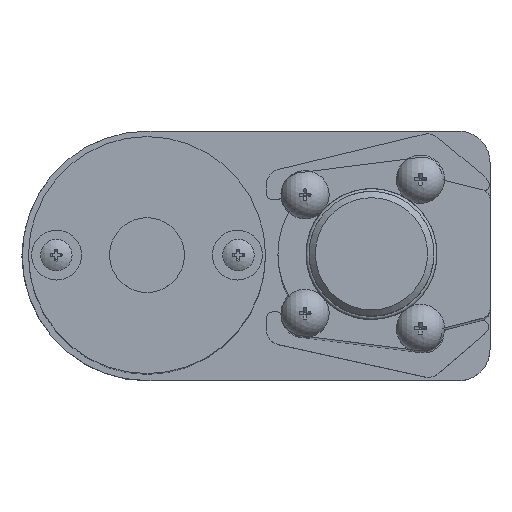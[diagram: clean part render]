
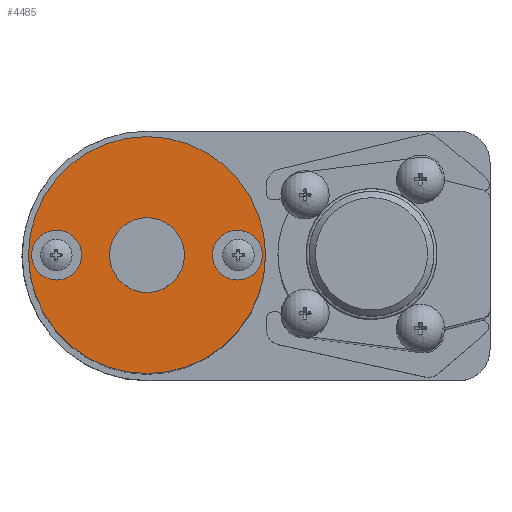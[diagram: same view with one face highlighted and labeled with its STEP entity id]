
A CAD part, top view. The second image highlights one B-rep face of the part: STEP entity #4485.
In plain terms, the highlighted planar face has unit normal (0, 0, 1).
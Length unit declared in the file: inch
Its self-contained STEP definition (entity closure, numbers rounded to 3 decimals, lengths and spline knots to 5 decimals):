
#111=FACE_BOUND('',#1202,.T.);
#112=FACE_BOUND('',#1203,.T.);
#113=FACE_BOUND('',#1204,.T.);
#940=FACE_OUTER_BOUND('',#1201,.T.);
#1201=EDGE_LOOP('',(#3326,#3327));
#1202=EDGE_LOOP('',(#3328,#3329));
#1203=EDGE_LOOP('',(#3330,#3331));
#1204=EDGE_LOOP('',(#3332,#3333));
#1521=CIRCLE('',#4892,0.15748);
#1522=CIRCLE('',#4893,0.15748);
#1525=CIRCLE('',#4897,0.23622);
#1526=CIRCLE('',#4898,0.23622);
#1529=CIRCLE('',#4902,0.15748);
#1530=CIRCLE('',#4903,0.15748);
#1532=CIRCLE('',#4906,0.74803);
#1533=CIRCLE('',#4907,0.74803);
#1866=VERTEX_POINT('',#9426);
#1867=VERTEX_POINT('',#9428);
#1870=VERTEX_POINT('',#9436);
#1871=VERTEX_POINT('',#9438);
#1874=VERTEX_POINT('',#9446);
#1875=VERTEX_POINT('',#9448);
#1876=VERTEX_POINT('',#9453);
#1877=VERTEX_POINT('',#9454);
#2407=EDGE_CURVE('',#1867,#1866,#1521,.T.);
#2408=EDGE_CURVE('',#1866,#1867,#1522,.T.);
#2412=EDGE_CURVE('',#1871,#1870,#1525,.T.);
#2413=EDGE_CURVE('',#1870,#1871,#1526,.T.);
#2417=EDGE_CURVE('',#1875,#1874,#1529,.T.);
#2418=EDGE_CURVE('',#1874,#1875,#1530,.T.);
#2420=EDGE_CURVE('',#1876,#1877,#1532,.T.);
#2421=EDGE_CURVE('',#1877,#1876,#1533,.T.);
#3326=ORIENTED_EDGE('',*,*,#2420,.F.);
#3327=ORIENTED_EDGE('',*,*,#2421,.F.);
#3328=ORIENTED_EDGE('',*,*,#2407,.T.);
#3329=ORIENTED_EDGE('',*,*,#2408,.T.);
#3330=ORIENTED_EDGE('',*,*,#2412,.T.);
#3331=ORIENTED_EDGE('',*,*,#2413,.T.);
#3332=ORIENTED_EDGE('',*,*,#2417,.T.);
#3333=ORIENTED_EDGE('',*,*,#2418,.T.);
#4288=PLANE('',#4905);
#4485=ADVANCED_FACE('',(#940,#111,#112,#113),#4288,.T.);
#4892=AXIS2_PLACEMENT_3D('',#9429,#5743,#5744);
#4893=AXIS2_PLACEMENT_3D('',#9430,#5745,#5746);
#4897=AXIS2_PLACEMENT_3D('',#9439,#5754,#5755);
#4898=AXIS2_PLACEMENT_3D('',#9440,#5756,#5757);
#4902=AXIS2_PLACEMENT_3D('',#9449,#5765,#5766);
#4903=AXIS2_PLACEMENT_3D('',#9450,#5767,#5768);
#4905=AXIS2_PLACEMENT_3D('',#9452,#5771,#5772);
#4906=AXIS2_PLACEMENT_3D('',#9455,#5773,#5774);
#4907=AXIS2_PLACEMENT_3D('',#9456,#5775,#5776);
#5743=DIRECTION('center_axis',(0.,0.,-1.));
#5744=DIRECTION('ref_axis',(1.,0.,0.));
#5745=DIRECTION('center_axis',(0.,0.,-1.));
#5746=DIRECTION('ref_axis',(1.,0.,0.));
#5754=DIRECTION('center_axis',(0.,0.,-1.));
#5755=DIRECTION('ref_axis',(1.,0.,0.));
#5756=DIRECTION('center_axis',(0.,0.,-1.));
#5757=DIRECTION('ref_axis',(1.,0.,0.));
#5765=DIRECTION('center_axis',(0.,0.,-1.));
#5766=DIRECTION('ref_axis',(1.,0.,0.));
#5767=DIRECTION('center_axis',(0.,0.,-1.));
#5768=DIRECTION('ref_axis',(1.,0.,0.));
#5771=DIRECTION('center_axis',(0.,0.,1.));
#5772=DIRECTION('ref_axis',(1.,0.,0.));
#5773=DIRECTION('center_axis',(0.,0.,-1.));
#5774=DIRECTION('ref_axis',(1.,0.,0.));
#5775=DIRECTION('center_axis',(0.,0.,-1.));
#5776=DIRECTION('ref_axis',(1.,0.,0.));
#9426=CARTESIAN_POINT('',(-0.72835,0.,2.79331));
#9428=CARTESIAN_POINT('',(-0.41339,0.,2.79331));
#9429=CARTESIAN_POINT('Origin',(-0.57087,0.,2.79331));
#9430=CARTESIAN_POINT('Origin',(-0.57087,0.,2.79331));
#9436=CARTESIAN_POINT('',(-0.23622,0.,2.79331));
#9438=CARTESIAN_POINT('',(0.23622,0.,2.79331));
#9439=CARTESIAN_POINT('Origin',(0.,0.,2.79331));
#9440=CARTESIAN_POINT('Origin',(0.,0.,2.79331));
#9446=CARTESIAN_POINT('',(0.41339,0.,2.79331));
#9448=CARTESIAN_POINT('',(0.72835,0.,2.79331));
#9449=CARTESIAN_POINT('Origin',(0.57087,0.,2.79331));
#9450=CARTESIAN_POINT('Origin',(0.57087,0.,2.79331));
#9452=CARTESIAN_POINT('Origin',(0.,0.,2.79331));
#9453=CARTESIAN_POINT('',(0.74803,0.,2.79331));
#9454=CARTESIAN_POINT('',(-0.74803,0.,2.79331));
#9455=CARTESIAN_POINT('Origin',(0.,0.,2.79331));
#9456=CARTESIAN_POINT('Origin',(0.,0.,2.79331));
